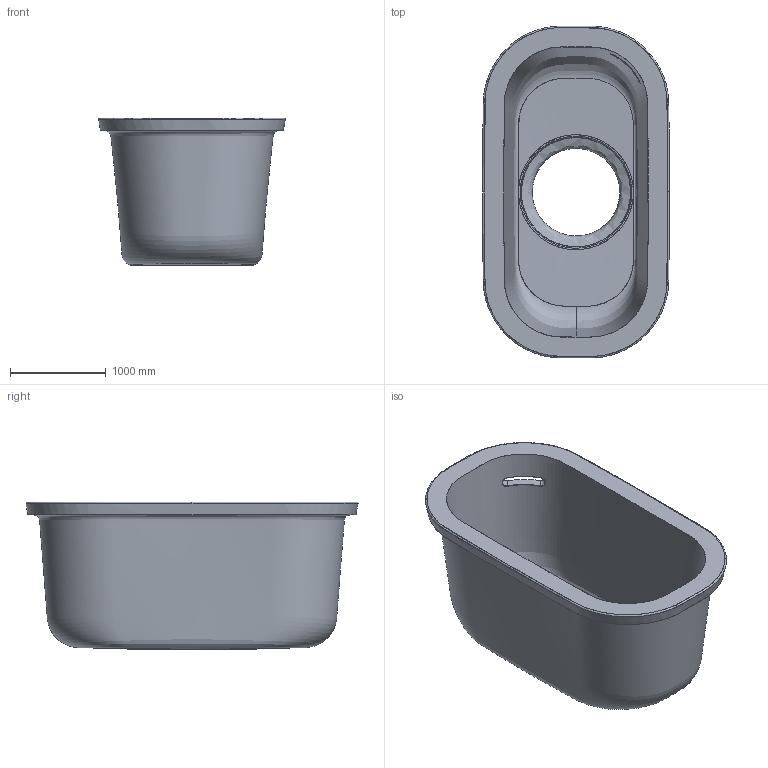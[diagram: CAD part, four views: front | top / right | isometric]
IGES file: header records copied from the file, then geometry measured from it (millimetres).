
Global section: file name: 103HSWEET 857.igs; native system: Rhinoceros ( Oct  8 2013 ); preprocessor: Trout Lake IGES 012 Oct  8 2013; date: 150630.094753; units: centimetre
Bounding box: 1952.09 x 3469.56 x 1546.31 mm (x, y, z)
Surface area: 31148304.9 mm2 (no closed solid volume)
Topology: 0 solids, 0 shells, 23 faces, 616 edges, 607 vertices
Faces by surface type: bspline 23
